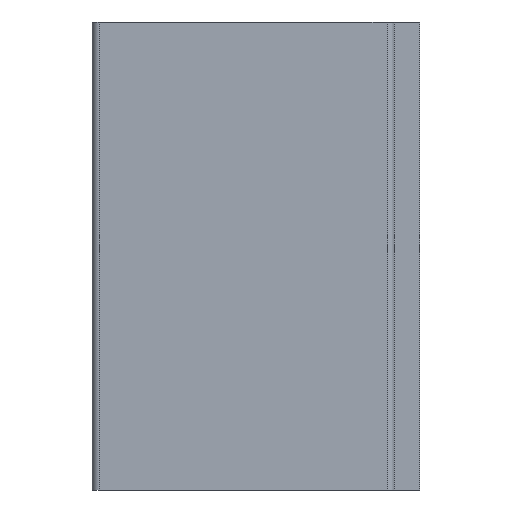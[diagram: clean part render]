
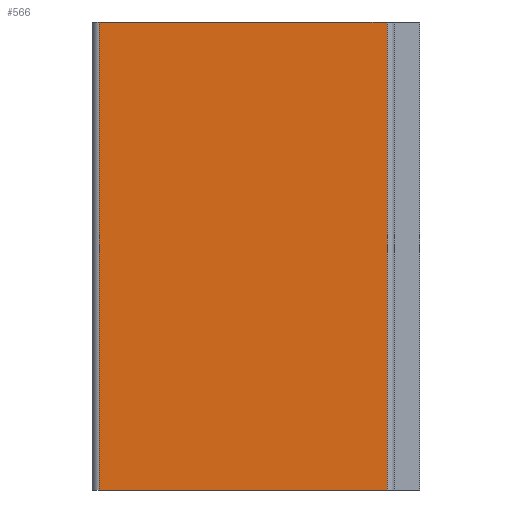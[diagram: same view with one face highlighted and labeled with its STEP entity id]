
A CAD part, front view. The second image highlights one B-rep face of the part: STEP entity #566.
In plain terms, the highlighted planar face has unit normal (0, -1, 0).
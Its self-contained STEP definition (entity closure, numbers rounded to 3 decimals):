
#20=PLANE('',#618);
#42=FACE_OUTER_BOUND('',#72,.T.);
#72=EDGE_LOOP('',(#413,#414,#415,#416));
#112=LINE('',#882,#172);
#113=LINE('',#885,#173);
#114=LINE('',#887,#174);
#115=LINE('',#888,#175);
#172=VECTOR('',#710,10.);
#173=VECTOR('',#713,10.);
#174=VECTOR('',#714,10.);
#175=VECTOR('',#715,10.);
#255=VERTEX_POINT('',#878);
#256=VERTEX_POINT('',#880);
#257=VERTEX_POINT('',#884);
#258=VERTEX_POINT('',#886);
#320=EDGE_CURVE('',#255,#256,#112,.T.);
#321=EDGE_CURVE('',#257,#255,#113,.T.);
#322=EDGE_CURVE('',#258,#256,#114,.T.);
#323=EDGE_CURVE('',#257,#258,#115,.T.);
#413=ORIENTED_EDGE('',*,*,#321,.T.);
#414=ORIENTED_EDGE('',*,*,#320,.T.);
#415=ORIENTED_EDGE('',*,*,#322,.F.);
#416=ORIENTED_EDGE('',*,*,#323,.F.);
#566=ADVANCED_FACE('',(#42),#20,.T.);
#618=AXIS2_PLACEMENT_3D('',#883,#711,#712);
#710=DIRECTION('',(0.,0.,1.));
#711=DIRECTION('center_axis',(0.,-1.,0.));
#712=DIRECTION('ref_axis',(1.,0.,0.));
#713=DIRECTION('',(1.,0.,0.));
#714=DIRECTION('',(1.,0.,0.));
#715=DIRECTION('',(0.,0.,1.));
#878=CARTESIAN_POINT('',(61.5,0.,0.));
#880=CARTESIAN_POINT('',(61.5,0.,200.));
#882=CARTESIAN_POINT('',(61.5,0.,0.));
#883=CARTESIAN_POINT('Origin',(-61.5,0.,
0.));
#884=CARTESIAN_POINT('',(-61.5,0.,0.));
#885=CARTESIAN_POINT('',(-61.5,0.,0.));
#886=CARTESIAN_POINT('',(-61.5,0.,200.));
#887=CARTESIAN_POINT('',(-61.5,0.,200.));
#888=CARTESIAN_POINT('',(-61.5,0.,0.));
